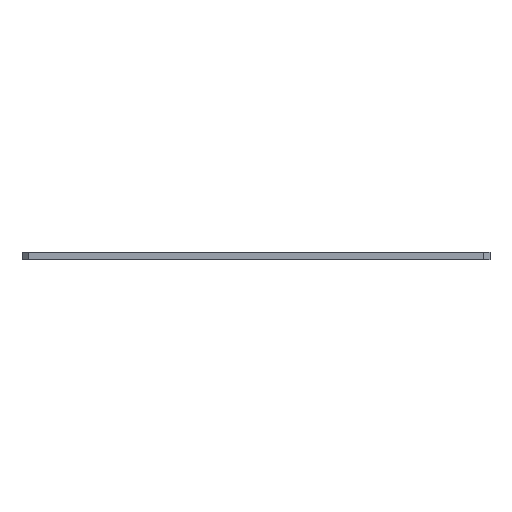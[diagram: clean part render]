
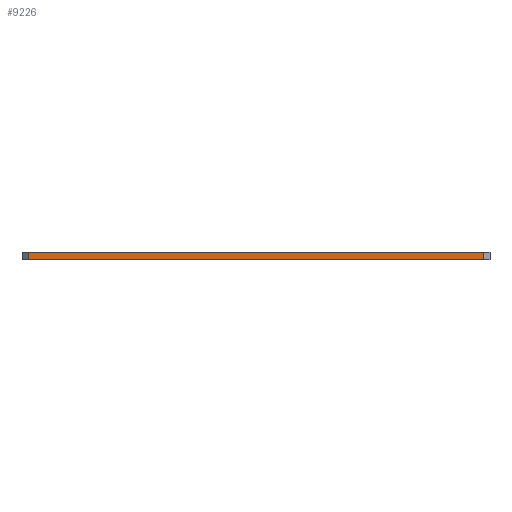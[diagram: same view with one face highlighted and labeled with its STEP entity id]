
A CAD part, left-side view. The second image highlights one B-rep face of the part: STEP entity #9226.
In plain terms, the highlighted planar face has unit normal (-1, 0, 0).
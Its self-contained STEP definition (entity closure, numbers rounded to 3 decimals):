
#72 = PLANE('',#73);
#73 = AXIS2_PLACEMENT_3D('',#74,#75,#76);
#74 = CARTESIAN_POINT('',(-160.,-185.,6.));
#75 = DIRECTION('',(0.,0.,1.));
#76 = DIRECTION('',(1.,0.,0.));
#100 = PLANE('',#101);
#101 = AXIS2_PLACEMENT_3D('',#102,#103,#104);
#102 = CARTESIAN_POINT('',(-180.,-185.,0.));
#103 = DIRECTION('',(-0.707,-0.707,0.));
#104 = DIRECTION('',(-0.707,0.707,0.));
#126 = PLANE('',#127);
#127 = AXIS2_PLACEMENT_3D('',#128,#129,#130);
#128 = CARTESIAN_POINT('',(-160.,-185.,0.));
#129 = DIRECTION('',(0.,0.,1.));
#130 = DIRECTION('',(1.,0.,0.));
#219 = VERTEX_POINT('',#220);
#220 = CARTESIAN_POINT('',(-185.,-180.,6.));
#241 = EDGE_CURVE('',#242,#219,#244,.T.);
#242 = VERTEX_POINT('',#243);
#243 = CARTESIAN_POINT('',(-185.,-180.,0.));
#244 = SURFACE_CURVE('',#245,(#249,#256),.PCURVE_S1.);
#245 = LINE('',#246,#247);
#246 = CARTESIAN_POINT('',(-185.,-180.,0.));
#247 = VECTOR('',#248,1.);
#248 = DIRECTION('',(0.,0.,1.));
#249 = PCURVE('',#100,#250);
#250 = DEFINITIONAL_REPRESENTATION('',(#251),#255);
#251 = LINE('',#252,#253);
#252 = CARTESIAN_POINT('',(7.071,0.));
#253 = VECTOR('',#254,1.);
#254 = DIRECTION('',(0.,-1.));
#255 = ( GEOMETRIC_REPRESENTATION_CONTEXT(2) 
PARAMETRIC_REPRESENTATION_CONTEXT() REPRESENTATION_CONTEXT('2D SPACE',''
  ) );
#256 = PCURVE('',#257,#262);
#257 = PLANE('',#258);
#258 = AXIS2_PLACEMENT_3D('',#259,#260,#261);
#259 = CARTESIAN_POINT('',(-185.,-180.,0.));
#260 = DIRECTION('',(-1.,0.,0.));
#261 = DIRECTION('',(0.,1.,0.));
#262 = DEFINITIONAL_REPRESENTATION('',(#263),#267);
#263 = LINE('',#264,#265);
#264 = CARTESIAN_POINT('',(0.,0.));
#265 = VECTOR('',#266,1.);
#266 = DIRECTION('',(0.,-1.));
#267 = ( GEOMETRIC_REPRESENTATION_CONTEXT(2) 
PARAMETRIC_REPRESENTATION_CONTEXT() REPRESENTATION_CONTEXT('2D SPACE',''
  ) );
#599 = VERTEX_POINT('',#600);
#600 = CARTESIAN_POINT('',(-185.,180.,0.));
#614 = PLANE('',#615);
#615 = AXIS2_PLACEMENT_3D('',#616,#617,#618);
#616 = CARTESIAN_POINT('',(-185.,180.,0.));
#617 = DIRECTION('',(-0.707,0.707,0.));
#618 = DIRECTION('',(0.707,0.707,0.));
#626 = EDGE_CURVE('',#242,#599,#627,.T.);
#627 = SURFACE_CURVE('',#628,(#632,#639),.PCURVE_S1.);
#628 = LINE('',#629,#630);
#629 = CARTESIAN_POINT('',(-185.,-180.,0.));
#630 = VECTOR('',#631,1.);
#631 = DIRECTION('',(0.,1.,0.));
#632 = PCURVE('',#126,#633);
#633 = DEFINITIONAL_REPRESENTATION('',(#634),#638);
#634 = LINE('',#635,#636);
#635 = CARTESIAN_POINT('',(-25.,5.));
#636 = VECTOR('',#637,1.);
#637 = DIRECTION('',(0.,1.));
#638 = ( GEOMETRIC_REPRESENTATION_CONTEXT(2) 
PARAMETRIC_REPRESENTATION_CONTEXT() REPRESENTATION_CONTEXT('2D SPACE',''
  ) );
#639 = PCURVE('',#257,#640);
#640 = DEFINITIONAL_REPRESENTATION('',(#641),#645);
#641 = LINE('',#642,#643);
#642 = CARTESIAN_POINT('',(0.,0.));
#643 = VECTOR('',#644,1.);
#644 = DIRECTION('',(1.,0.));
#645 = ( GEOMETRIC_REPRESENTATION_CONTEXT(2) 
PARAMETRIC_REPRESENTATION_CONTEXT() REPRESENTATION_CONTEXT('2D SPACE',''
  ) );
#5328 = VERTEX_POINT('',#5329);
#5329 = CARTESIAN_POINT('',(-185.,180.,6.));
#5350 = EDGE_CURVE('',#219,#5328,#5351,.T.);
#5351 = SURFACE_CURVE('',#5352,(#5356,#5363),.PCURVE_S1.);
#5352 = LINE('',#5353,#5354);
#5353 = CARTESIAN_POINT('',(-185.,-180.,6.));
#5354 = VECTOR('',#5355,1.);
#5355 = DIRECTION('',(0.,1.,0.));
#5356 = PCURVE('',#72,#5357);
#5357 = DEFINITIONAL_REPRESENTATION('',(#5358),#5362);
#5358 = LINE('',#5359,#5360);
#5359 = CARTESIAN_POINT('',(-25.,5.));
#5360 = VECTOR('',#5361,1.);
#5361 = DIRECTION('',(0.,1.));
#5362 = ( GEOMETRIC_REPRESENTATION_CONTEXT(2) 
PARAMETRIC_REPRESENTATION_CONTEXT() REPRESENTATION_CONTEXT('2D SPACE',''
  ) );
#5363 = PCURVE('',#257,#5364);
#5364 = DEFINITIONAL_REPRESENTATION('',(#5365),#5369);
#5365 = LINE('',#5366,#5367);
#5366 = CARTESIAN_POINT('',(0.,-6.));
#5367 = VECTOR('',#5368,1.);
#5368 = DIRECTION('',(1.,0.));
#5369 = ( GEOMETRIC_REPRESENTATION_CONTEXT(2) 
PARAMETRIC_REPRESENTATION_CONTEXT() REPRESENTATION_CONTEXT('2D SPACE',''
  ) );
#9226 = ADVANCED_FACE('',(#9227),#257,.T.);
#9227 = FACE_BOUND('',#9228,.T.);
#9228 = EDGE_LOOP('',(#9229,#9230,#9231,#9252));
#9229 = ORIENTED_EDGE('',*,*,#241,.T.);
#9230 = ORIENTED_EDGE('',*,*,#5350,.T.);
#9231 = ORIENTED_EDGE('',*,*,#9232,.F.);
#9232 = EDGE_CURVE('',#599,#5328,#9233,.T.);
#9233 = SURFACE_CURVE('',#9234,(#9238,#9245),.PCURVE_S1.);
#9234 = LINE('',#9235,#9236);
#9235 = CARTESIAN_POINT('',(-185.,180.,0.));
#9236 = VECTOR('',#9237,1.);
#9237 = DIRECTION('',(0.,0.,1.));
#9238 = PCURVE('',#257,#9239);
#9239 = DEFINITIONAL_REPRESENTATION('',(#9240),#9244);
#9240 = LINE('',#9241,#9242);
#9241 = CARTESIAN_POINT('',(360.,0.));
#9242 = VECTOR('',#9243,1.);
#9243 = DIRECTION('',(0.,-1.));
#9244 = ( GEOMETRIC_REPRESENTATION_CONTEXT(2) 
PARAMETRIC_REPRESENTATION_CONTEXT() REPRESENTATION_CONTEXT('2D SPACE',''
  ) );
#9245 = PCURVE('',#614,#9246);
#9246 = DEFINITIONAL_REPRESENTATION('',(#9247),#9251);
#9247 = LINE('',#9248,#9249);
#9248 = CARTESIAN_POINT('',(0.,0.));
#9249 = VECTOR('',#9250,1.);
#9250 = DIRECTION('',(0.,-1.));
#9251 = ( GEOMETRIC_REPRESENTATION_CONTEXT(2) 
PARAMETRIC_REPRESENTATION_CONTEXT() REPRESENTATION_CONTEXT('2D SPACE',''
  ) );
#9252 = ORIENTED_EDGE('',*,*,#626,.F.);
